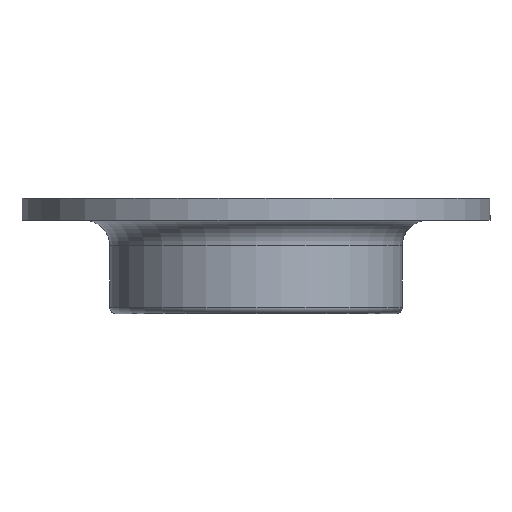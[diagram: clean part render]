
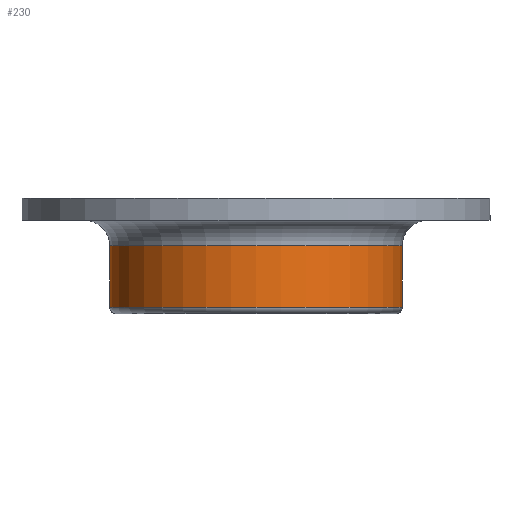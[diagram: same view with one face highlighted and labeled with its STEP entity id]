
A CAD part, front view. The second image highlights one B-rep face of the part: STEP entity #230.
In plain terms, the highlighted cylindrical face has radius 23.238 mm (diameter 46.476 mm), a full revolution.
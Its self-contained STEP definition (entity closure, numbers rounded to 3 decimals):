
#40=LINE('',#453,#45);
#45=VECTOR('',#297,23.238);
#50=CYLINDRICAL_SURFACE('',#262,23.238);
#58=FACE_OUTER_BOUND('',#75,.T.);
#75=EDGE_LOOP('',(#166,#167,#168,#169,#170,#171));
#92=CIRCLE('',#263,23.238);
#93=CIRCLE('',#264,23.238);
#94=CIRCLE('',#265,23.238);
#95=CIRCLE('',#266,23.238);
#107=VERTEX_POINT('',#449);
#108=VERTEX_POINT('',#450);
#109=VERTEX_POINT('',#452);
#110=VERTEX_POINT('',#454);
#130=EDGE_CURVE('',#107,#108,#92,.T.);
#131=EDGE_CURVE('',#108,#109,#40,.T.);
#132=EDGE_CURVE('',#109,#110,#93,.T.);
#133=EDGE_CURVE('',#110,#109,#94,.T.);
#134=EDGE_CURVE('',#108,#107,#95,.T.);
#166=ORIENTED_EDGE('',*,*,#130,.T.);
#167=ORIENTED_EDGE('',*,*,#131,.T.);
#168=ORIENTED_EDGE('',*,*,#132,.T.);
#169=ORIENTED_EDGE('',*,*,#133,.T.);
#170=ORIENTED_EDGE('',*,*,#131,.F.);
#171=ORIENTED_EDGE('',*,*,#134,.T.);
#230=ADVANCED_FACE('',(#58),#50,.T.);
#262=AXIS2_PLACEMENT_3D('',#448,#293,#294);
#263=AXIS2_PLACEMENT_3D('',#451,#295,#296);
#264=AXIS2_PLACEMENT_3D('',#455,#298,#299);
#265=AXIS2_PLACEMENT_3D('',#456,#300,#301);
#266=AXIS2_PLACEMENT_3D('',#457,#302,#303);
#293=DIRECTION('center_axis',(0.,0.,
-1.));
#294=DIRECTION('ref_axis',(0.,-1.,0.));
#295=DIRECTION('center_axis',(0.,0.,1.));
#296=DIRECTION('ref_axis',(-1.,0.,0.));
#297=DIRECTION('',(0.,0.,1.));
#298=DIRECTION('center_axis',(0.,0.,-1.));
#299=DIRECTION('ref_axis',(-1.,0.,0.));
#300=DIRECTION('center_axis',(0.,0.,-1.));
#301=DIRECTION('ref_axis',(-1.,0.,0.));
#302=DIRECTION('center_axis',(0.,0.,1.));
#303=DIRECTION('ref_axis',(-1.,0.,0.));
#448=CARTESIAN_POINT('Origin',(0.,0.,-0.1));
#449=CARTESIAN_POINT('',(-23.238,0.,1.));
#450=CARTESIAN_POINT('',(0.,23.238,1.));
#451=CARTESIAN_POINT('Origin',(0.,0.,
1.));
#452=CARTESIAN_POINT('',(0.,23.238,10.8));
#453=CARTESIAN_POINT('',(0.,23.238,-0.1));
#454=CARTESIAN_POINT('',(-23.238,0.,10.8));
#455=CARTESIAN_POINT('Origin',(0.,0.,
10.8));
#456=CARTESIAN_POINT('Origin',(0.,0.,
10.8));
#457=CARTESIAN_POINT('Origin',(0.,0.,
1.));
